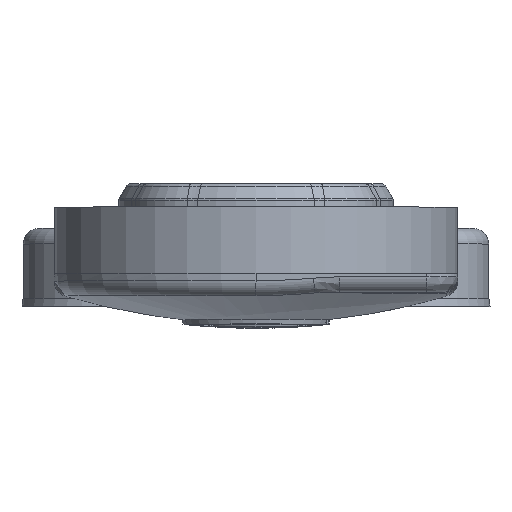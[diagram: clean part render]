
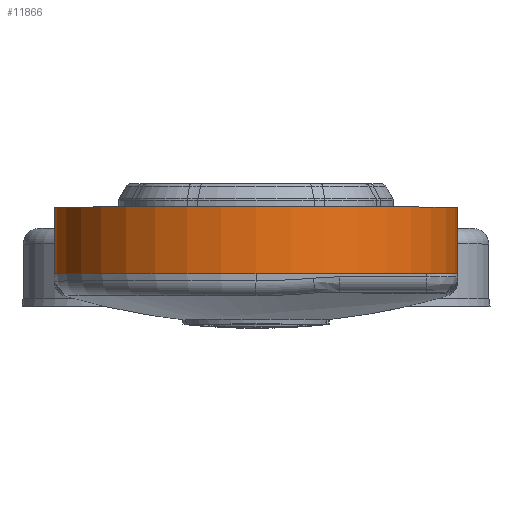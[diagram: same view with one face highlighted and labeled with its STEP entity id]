
A CAD part, top view. The second image highlights one B-rep face of the part: STEP entity #11866.
In plain terms, the highlighted cylindrical face has radius 13 mm (diameter 26 mm), a partial arc.
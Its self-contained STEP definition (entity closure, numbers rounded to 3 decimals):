
#660=DIRECTION('',(0.,1.,0.));
#661=VECTOR('',#660,4.3);
#662=CARTESIAN_POINT('',(13.,1.5,54.));
#663=LINE('',#662,#661);
#664=CARTESIAN_POINT('',(0.,1.5,54.));
#665=DIRECTION('',(0.,1.,0.));
#666=DIRECTION('',(-1.,0.,0.));
#667=AXIS2_PLACEMENT_3D('',#664,#665,#666);
#1168=CARTESIAN_POINT('',(0.,1.5,54.));
#1169=DIRECTION('',(0.,1.,0.));
#1170=DIRECTION('',(0.,0.,1.));
#1171=AXIS2_PLACEMENT_3D('',#1168,#1169,#1170);
#1186=DIRECTION('',(0.,1.,0.));
#1187=VECTOR('',#1186,4.3);
#1188=CARTESIAN_POINT('',(-13.,1.5,54.));
#1189=LINE('',#1188,#1187);
#1190=CARTESIAN_POINT('',(0.,5.8,54.));
#1191=DIRECTION('',(0.,-1.,0.));
#1192=DIRECTION('',(1.,0.,0.));
#1193=AXIS2_PLACEMENT_3D('',#1190,#1191,#1192);
#8694=CARTESIAN_POINT('',(13.,1.5,54.));
#8695=VERTEX_POINT('',#8694);
#8696=CARTESIAN_POINT('',(13.,5.8,54.));
#8697=VERTEX_POINT('',#8696);
#8698=CARTESIAN_POINT('',(-13.,5.8,54.));
#8699=VERTEX_POINT('',#8698);
#8700=CARTESIAN_POINT('',(-13.,1.5,54.));
#8701=VERTEX_POINT('',#8700);
#8702=CARTESIAN_POINT('',(0.,1.5,67.));
#8703=VERTEX_POINT('',#8702);
#11853=CARTESIAN_POINT('',(0.,7.75,54.));
#11854=DIRECTION('',(0.,-1.,0.));
#11855=DIRECTION('',(-1.,0.,0.));
#11856=AXIS2_PLACEMENT_3D('',#11853,#11854,#11855);
#11857=CYLINDRICAL_SURFACE('',#11856,13.);
#11858=ORIENTED_EDGE('',*,*,#11433,.T.);
#11860=ORIENTED_EDGE('',*,*,#11859,.F.);
#11861=ORIENTED_EDGE('',*,*,#11429,.F.);
#11862=ORIENTED_EDGE('',*,*,#11844,.F.);
#11863=ORIENTED_EDGE('',*,*,#11435,.F.);
#11864=EDGE_LOOP('',(#11858,#11860,#11861,#11862,#11863));
#11865=FACE_OUTER_BOUND('',#11864,.F.);
#11866=ADVANCED_FACE('',(#11865),#11857,.T.);
#668=CIRCLE('',#667,13.);
#1172=CIRCLE('',#1171,13.);
#1194=CIRCLE('',#1193,13.);
#11429=EDGE_CURVE('',#8695,#8697,#663,.T.);
#11433=EDGE_CURVE('',#8701,#8699,#1189,.T.);
#11435=EDGE_CURVE('',#8701,#8703,#668,.T.);
#11844=EDGE_CURVE('',#8703,#8695,#1172,.T.);
#11859=EDGE_CURVE('',#8697,#8699,#1194,.T.);
